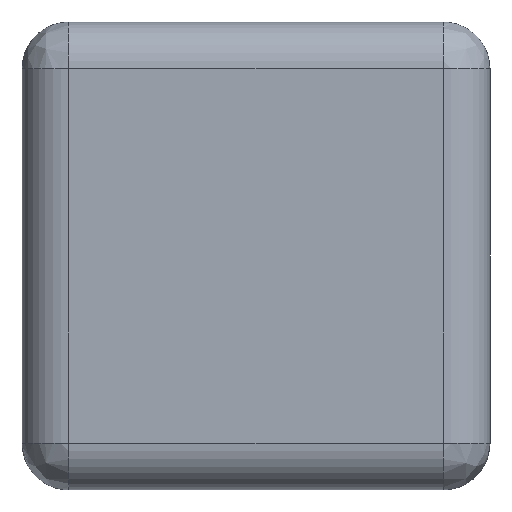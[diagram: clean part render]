
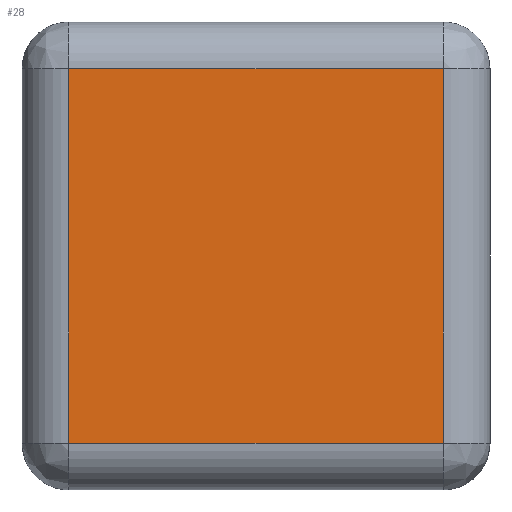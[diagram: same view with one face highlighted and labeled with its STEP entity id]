
A CAD part, top view. The second image highlights one B-rep face of the part: STEP entity #28.
In plain terms, the highlighted planar face has unit normal (0, 0, 1).
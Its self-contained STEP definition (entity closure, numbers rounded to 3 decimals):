
#24 = LINE ( 'NONE', #466, #94 ) ;
#28 = ADVANCED_FACE ( 'NONE', ( #338 ), #484, .T. ) ;
#30 = DIRECTION ( 'NONE',  ( 0., 0., 1. ) ) ;
#47 = EDGE_CURVE ( 'NONE', #249, #237, #369, .T. ) ;
#69 = CARTESIAN_POINT ( 'NONE',  ( 0., 0., 3. ) ) ;
#73 = LINE ( 'NONE', #343, #152 ) ;
#88 = VERTEX_POINT ( 'NONE', #156 ) ;
#93 = ORIENTED_EDGE ( 'NONE', *, *, #261, .F. ) ;
#94 = VECTOR ( 'NONE', #230, 1000. ) ;
#97 = CARTESIAN_POINT ( 'NONE',  ( 12., -12., 3. ) ) ;
#99 = EDGE_CURVE ( 'NONE', #237, #88, #73, .T. ) ;
#126 = EDGE_LOOP ( 'NONE', ( #93, #310, #452, #205 ) ) ;
#134 = AXIS2_PLACEMENT_3D ( 'NONE', #69, #30, #416 ) ;
#142 = EDGE_CURVE ( 'NONE', #88, #151, #24, .T. ) ;
#151 = VERTEX_POINT ( 'NONE', #233 ) ;
#152 = VECTOR ( 'NONE', #337, 1000. ) ;
#156 = CARTESIAN_POINT ( 'NONE',  ( -12., 12., 3. ) ) ;
#174 = LINE ( 'NONE', #357, #305 ) ;
#202 = VECTOR ( 'NONE', #342, 1000. ) ;
#205 = ORIENTED_EDGE ( 'NONE', *, *, #47, .F. ) ;
#230 = DIRECTION ( 'NONE',  ( 1., 0., 0. ) ) ;
#233 = CARTESIAN_POINT ( 'NONE',  ( 12., 12., 3. ) ) ;
#237 = VERTEX_POINT ( 'NONE', #361 ) ;
#249 = VERTEX_POINT ( 'NONE', #97 ) ;
#261 = EDGE_CURVE ( 'NONE', #151, #249, #174, .T. ) ;
#301 = CARTESIAN_POINT ( 'NONE',  ( 7.5, -12., 3. ) ) ;
#305 = VECTOR ( 'NONE', #432, 1000. ) ;
#310 = ORIENTED_EDGE ( 'NONE', *, *, #142, .F. ) ;
#337 = DIRECTION ( 'NONE',  ( 0., 1., 0. ) ) ;
#338 = FACE_OUTER_BOUND ( 'NONE', #126, .T. ) ;
#342 = DIRECTION ( 'NONE',  ( -1., 0., 0. ) ) ;
#343 = CARTESIAN_POINT ( 'NONE',  ( -12., -7.5, 3. ) ) ;
#357 = CARTESIAN_POINT ( 'NONE',  ( 12., 7.5, 3. ) ) ;
#361 = CARTESIAN_POINT ( 'NONE',  ( -12., -12., 3. ) ) ;
#369 = LINE ( 'NONE', #301, #202 ) ;
#416 = DIRECTION ( 'NONE',  ( 1., 0., 0. ) ) ;
#432 = DIRECTION ( 'NONE',  ( 0., -1., 0. ) ) ;
#452 = ORIENTED_EDGE ( 'NONE', *, *, #99, .F. ) ;
#466 = CARTESIAN_POINT ( 'NONE',  ( -7.5, 12., 3. ) ) ;
#484 = PLANE ( 'NONE',  #134 ) ;
